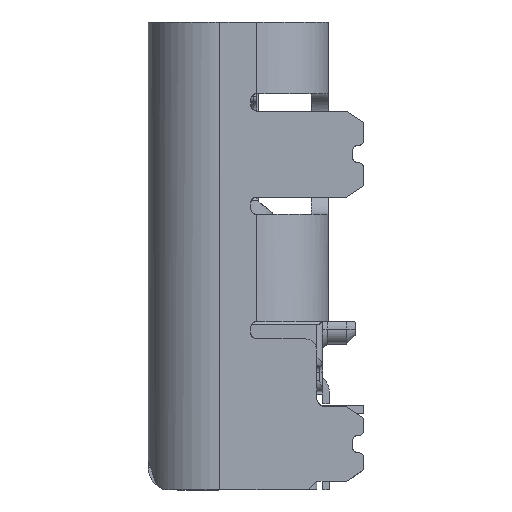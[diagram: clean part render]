
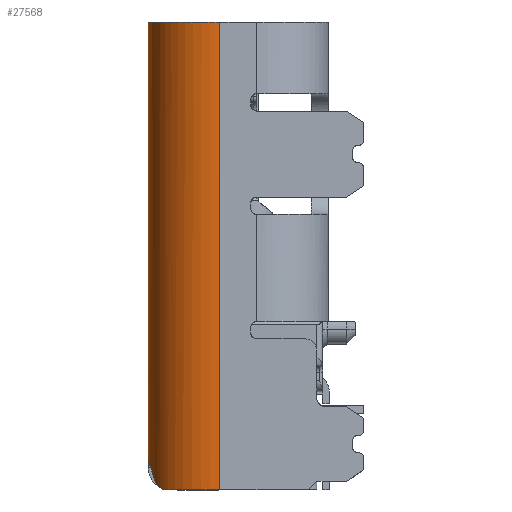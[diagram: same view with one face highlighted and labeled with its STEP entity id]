
A CAD part, left-side view. The second image highlights one B-rep face of the part: STEP entity #27568.
In plain terms, the highlighted cylindrical face has radius 1.25 mm (diameter 2.5 mm), a partial arc.
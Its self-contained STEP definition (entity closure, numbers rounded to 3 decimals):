
#382 = CARTESIAN_POINT ( 'NONE',  ( -3.851, 2.982, 2.3 ) ) ;
#403 = EDGE_CURVE ( 'NONE', #24852, #12365, #30888, .T. ) ;
#2336 = CARTESIAN_POINT ( 'NONE',  ( -3.907, 2.934, -5.809 ) ) ;
#2338 = CARTESIAN_POINT ( 'NONE',  ( -3.48, 3.113, -5.409 ) ) ;
#2905 = CARTESIAN_POINT ( 'NONE',  ( -4.03, 2.845, -5.85 ) ) ;
#3190 = ORIENTED_EDGE ( 'NONE', *, *, #16060, .F. ) ;
#3267 = CARTESIAN_POINT ( 'NONE',  ( -4.085, 2.793, -5.85 ) ) ;
#3950 = FACE_OUTER_BOUND ( 'NONE', #5592, .T. ) ;
#4132 = CARTESIAN_POINT ( 'NONE',  ( -4.206, 2.676, -5.85 ) ) ;
#5017 = CARTESIAN_POINT ( 'NONE',  ( -4.47, 2.056, 2.3 ) ) ;
#5496 = B_SPLINE_CURVE_WITH_KNOTS ( 'NONE', 3,
 ( #3267, #4132, #16902, #34505, #39111, #21769 ),
 .UNSPECIFIED., .F., .F.,
 ( 4, 2, 4 ),
 ( 0., 0.5, 1. ),
 .UNSPECIFIED. ) ;
#5592 = EDGE_LOOP ( 'NONE', ( #20381, #5683, #22162, #52519, #3190, #13211, #15353, #50497 ) ) ;
#5683 = ORIENTED_EDGE ( 'NONE', *, *, #403, .T. ) ;
#6521 = CARTESIAN_POINT ( 'NONE',  ( -3.34, 3.134, -5.35 ) ) ;
#6852 = EDGE_CURVE ( 'NONE', #12365, #55509, #5496, .T. ) ;
#7456 = CYLINDRICAL_SURFACE ( 'NONE', #11356, 1.25 ) ;
#7750 = DIRECTION ( 'NONE',  ( 0., 0., -1. ) ) ;
#7847 = CARTESIAN_POINT ( 'NONE',  ( -3.442, 3.121, -5.37 ) ) ;
#9974 = CARTESIAN_POINT ( 'NONE',  ( -3.763, 3.016, -5.704 ) ) ;
#11356 = AXIS2_PLACEMENT_3D ( 'NONE', #29685, #7750, #52232 ) ;
#11601 = CARTESIAN_POINT ( 'NONE',  ( -3.786, 3.005, -5.728 ) ) ;
#12365 = VERTEX_POINT ( 'NONE', #44539 ) ;
#12947 = CARTESIAN_POINT ( 'NONE',  ( -3.763, 3.016, -5.704 ) ) ;
#13211 = ORIENTED_EDGE ( 'NONE', *, *, #42837, .T. ) ;
#13706 = CARTESIAN_POINT ( 'NONE',  ( -4.47, 1.89, 2.3 ) ) ;
#15353 = ORIENTED_EDGE ( 'NONE', *, *, #16846, .T. ) ;
#16060 = EDGE_CURVE ( 'NONE', #20459, #45177, #32769, .T. ) ;
#16364 = CARTESIAN_POINT ( 'NONE',  ( -3.26, 3.14, -5.35 ) ) ;
#16846 = EDGE_CURVE ( 'NONE', #39588, #39397, #18141, .T. ) ;
#16902 = CARTESIAN_POINT ( 'NONE',  ( -4.304, 2.535, -5.85 ) ) ;
#17891 = CARTESIAN_POINT ( 'NONE',  ( -3.22, 3.14, -5.35 ) ) ;
#18064 = CARTESIAN_POINT ( 'NONE',  ( -4.438, 2.216, 2.3 ) ) ;
#18141 = B_SPLINE_CURVE_WITH_KNOTS ( 'NONE', 3,
 ( #19829, #16364, #55957, #6521 ),
 .UNSPECIFIED., .F., .F.,
 ( 4, 4 ),
 ( 0., 1. ),
 .UNSPECIFIED. ) ;
#18908 = CARTESIAN_POINT ( 'NONE',  ( -3.987, 2.89, 2.3 ) ) ;
#19829 = CARTESIAN_POINT ( 'NONE',  ( -3.22, 3.14, -5.35 ) ) ;
#19991 = CARTESIAN_POINT ( 'NONE',  ( -3.974, 2.889, -5.838 ) ) ;
#20381 = ORIENTED_EDGE ( 'NONE', *, *, #45410, .T. ) ;
#20459 = VERTEX_POINT ( 'NONE', #31996 ) ;
#20556 = CARTESIAN_POINT ( 'NONE',  ( -4.085, 2.793, -5.85 ) ) ;
#21622 = CARTESIAN_POINT ( 'NONE',  ( -3.601, 3.087, -5.532 ) ) ;
#21769 = CARTESIAN_POINT ( 'NONE',  ( -4.47, 1.89, -5.85 ) ) ;
#22162 = ORIENTED_EDGE ( 'NONE', *, *, #6852, .T. ) ;
#22367 = CARTESIAN_POINT ( 'NONE',  ( -3.22, 3.14, 2.3 ) ) ;
#22935 = CARTESIAN_POINT ( 'NONE',  ( -4.221, 2.657, 2.3 ) ) ;
#24852 = VERTEX_POINT ( 'NONE', #9974 ) ;
#25152 = CARTESIAN_POINT ( 'NONE',  ( -3.22, 3.14, -2.8 ) ) ;
#25464 = CARTESIAN_POINT ( 'NONE',  ( -3.48, 3.113, -5.409 ) ) ;
#27568 = ADVANCED_FACE ( 'NONE', ( #3950 ), #7456, .T. ) ;
#28008 = CARTESIAN_POINT ( 'NONE',  ( -4.47, 1.89, -3.133 ) ) ;
#28512 = B_SPLINE_CURVE_WITH_KNOTS ( 'NONE', 3,
 ( #43661, #47708, #7847, #25464 ),
 .UNSPECIFIED., .F., .F.,
 ( 4, 4 ),
 ( 0., 1. ),
 .UNSPECIFIED. ) ;
#28651 = CARTESIAN_POINT ( 'NONE',  ( -3.851, 2.969, -5.778 ) ) ;
#29200 = CARTESIAN_POINT ( 'NONE',  ( -3.22, 3.14, 2.3 ) ) ;
#29685 = CARTESIAN_POINT ( 'NONE',  ( -3.22, 1.89, 1.95 ) ) ;
#30888 = B_SPLINE_CURVE_WITH_KNOTS ( 'NONE', 3,
 ( #37343, #11601, #32993, #28651, #46288, #42494, #2336, #19991, #2905, #20556 ),
 .UNSPECIFIED., .F., .F.,
 ( 4, 2, 2, 2, 4 ),
 ( 0., 0.25, 0.375, 0.5, 1. ),
 .UNSPECIFIED. ) ;
#31497 = CARTESIAN_POINT ( 'NONE',  ( -3.48, 3.113, -5.409 ) ) ;
#31996 = CARTESIAN_POINT ( 'NONE',  ( -3.22, 3.14, 2.3 ) ) ;
#32769 = B_SPLINE_CURVE_WITH_KNOTS ( 'NONE', 3,
 ( #22367, #39987, #45189, #382, #18908, #22935, #36527, #18064, #5017, #13706 ),
 .UNSPECIFIED., .F., .F.,
 ( 4, 2, 2, 2, 4 ),
 ( 0., 0.25, 0.5, 0.75, 1. ),
 .UNSPECIFIED. ) ;
#32993 = CARTESIAN_POINT ( 'NONE',  ( -3.811, 2.992, -5.75 ) ) ;
#34505 = CARTESIAN_POINT ( 'NONE',  ( -4.436, 2.226, -5.85 ) ) ;
#35145 = B_SPLINE_CURVE_WITH_KNOTS ( 'NONE', 3,
 ( #29200, #43625, #25152, #43343 ),
 .UNSPECIFIED., .F., .F.,
 ( 4, 4 ),
 ( 0., 1. ),
 .UNSPECIFIED. ) ;
#35804 = EDGE_CURVE ( 'NONE', #45177, #55509, #45594, .T. ) ;
#36527 = CARTESIAN_POINT ( 'NONE',  ( -4.311, 2.521, 2.3 ) ) ;
#37343 = CARTESIAN_POINT ( 'NONE',  ( -3.763, 3.016, -5.704 ) ) ;
#39111 = CARTESIAN_POINT ( 'NONE',  ( -4.47, 2.058, -5.85 ) ) ;
#39248 = CARTESIAN_POINT ( 'NONE',  ( -3.695, 3.049, -5.63 ) ) ;
#39397 = VERTEX_POINT ( 'NONE', #43871 ) ;
#39588 = VERTEX_POINT ( 'NONE', #17891 ) ;
#39851 = CARTESIAN_POINT ( 'NONE',  ( -4.47, 1.89, -5.85 ) ) ;
#39987 = CARTESIAN_POINT ( 'NONE',  ( -3.385, 3.14, 2.3 ) ) ;
#41286 = CARTESIAN_POINT ( 'NONE',  ( -4.47, 1.89, -0.417 ) ) ;
#42494 = CARTESIAN_POINT ( 'NONE',  ( -3.892, 2.944, -5.802 ) ) ;
#42837 = EDGE_CURVE ( 'NONE', #20459, #39588, #35145, .T. ) ;
#43343 = CARTESIAN_POINT ( 'NONE',  ( -3.22, 3.14, -5.35 ) ) ;
#43625 = CARTESIAN_POINT ( 'NONE',  ( -3.22, 3.14, -0.25 ) ) ;
#43661 = CARTESIAN_POINT ( 'NONE',  ( -3.34, 3.134, -5.35 ) ) ;
#43871 = CARTESIAN_POINT ( 'NONE',  ( -3.34, 3.134, -5.35 ) ) ;
#43995 = CARTESIAN_POINT ( 'NONE',  ( -4.47, 1.89, 2.3 ) ) ;
#44115 = VERTEX_POINT ( 'NONE', #31497 ) ;
#44260 = B_SPLINE_CURVE_WITH_KNOTS ( 'NONE', 3,
 ( #2338, #21622, #39248, #12947 ),
 .UNSPECIFIED., .F., .F.,
 ( 4, 4 ),
 ( 0., 1. ),
 .UNSPECIFIED. ) ;
#44539 = CARTESIAN_POINT ( 'NONE',  ( -4.085, 2.793, -5.85 ) ) ;
#45177 = VERTEX_POINT ( 'NONE', #43995 ) ;
#45189 = CARTESIAN_POINT ( 'NONE',  ( -3.546, 3.108, 2.3 ) ) ;
#45410 = EDGE_CURVE ( 'NONE', #44115, #24852, #44260, .T. ) ;
#45594 = B_SPLINE_CURVE_WITH_KNOTS ( 'NONE', 3,
 ( #49962, #41286, #28008, #54620 ),
 .UNSPECIFIED., .F., .F.,
 ( 4, 4 ),
 ( 0., 1. ),
 .UNSPECIFIED. ) ;
#46288 = CARTESIAN_POINT ( 'NONE',  ( -3.864, 2.961, -5.786 ) ) ;
#47708 = CARTESIAN_POINT ( 'NONE',  ( -3.395, 3.129, -5.35 ) ) ;
#49962 = CARTESIAN_POINT ( 'NONE',  ( -4.47, 1.89, 2.3 ) ) ;
#50497 = ORIENTED_EDGE ( 'NONE', *, *, #52381, .T. ) ;
#52232 = DIRECTION ( 'NONE',  ( 0., -1., 0. ) ) ;
#52381 = EDGE_CURVE ( 'NONE', #39397, #44115, #28512, .T. ) ;
#52519 = ORIENTED_EDGE ( 'NONE', *, *, #35804, .F. ) ;
#54620 = CARTESIAN_POINT ( 'NONE',  ( -4.47, 1.89, -5.85 ) ) ;
#55509 = VERTEX_POINT ( 'NONE', #39851 ) ;
#55957 = CARTESIAN_POINT ( 'NONE',  ( -3.3, 3.138, -5.35 ) ) ;
